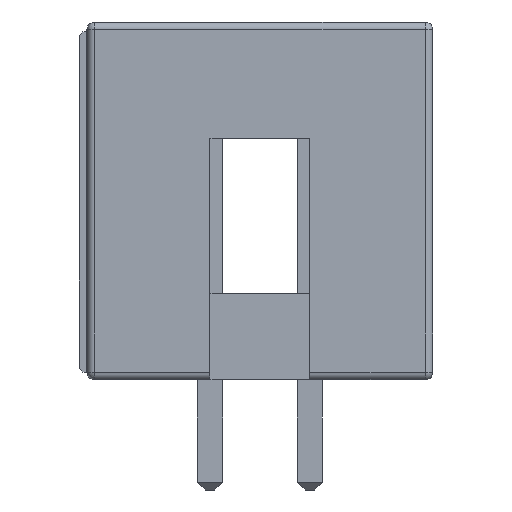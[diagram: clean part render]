
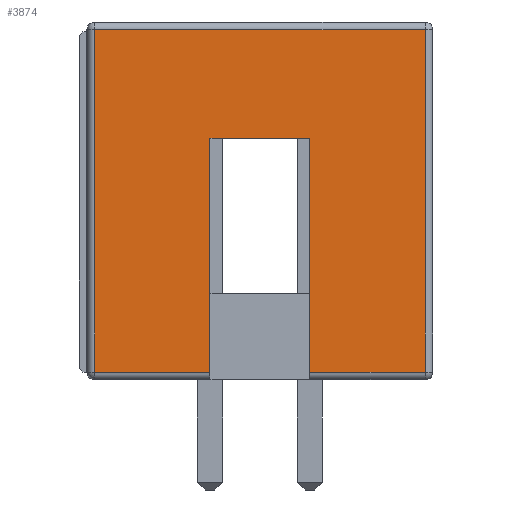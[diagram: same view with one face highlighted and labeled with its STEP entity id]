
A CAD part, left-side view. The second image highlights one B-rep face of the part: STEP entity #3874.
In plain terms, the highlighted planar face has unit normal (-1, 0, 0).
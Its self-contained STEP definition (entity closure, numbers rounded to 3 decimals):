
#158=FACE_OUTER_BOUND('',#410,.T.);
#410=EDGE_LOOP('',(#2673,#2674,#2675,#2676,#2677,#2678,#2679,#2680));
#698=LINE('',#5677,#1209);
#707=LINE('',#5696,#1218);
#711=LINE('',#5705,#1222);
#725=LINE('',#5734,#1236);
#726=LINE('',#5736,#1237);
#727=LINE('',#5738,#1238);
#728=LINE('',#5740,#1239);
#729=LINE('',#5741,#1240);
#1209=VECTOR('',#4553,10.);
#1218=VECTOR('',#4568,10.);
#1222=VECTOR('',#4576,10.);
#1236=VECTOR('',#4594,10.);
#1237=VECTOR('',#4595,10.);
#1238=VECTOR('',#4596,10.);
#1239=VECTOR('',#4597,10.);
#1240=VECTOR('',#4598,10.);
#1699=VERTEX_POINT('',#5674);
#1700=VERTEX_POINT('',#5676);
#1707=VERTEX_POINT('',#5694);
#1710=VERTEX_POINT('',#5703);
#1723=VERTEX_POINT('',#5733);
#1724=VERTEX_POINT('',#5735);
#1725=VERTEX_POINT('',#5737);
#1726=VERTEX_POINT('',#5739);
#2040=EDGE_CURVE('',#1700,#1699,#698,.T.);
#2050=EDGE_CURVE('',#1699,#1707,#707,.T.);
#2055=EDGE_CURVE('',#1707,#1710,#711,.T.);
#2069=EDGE_CURVE('',#1723,#1710,#725,.T.);
#2070=EDGE_CURVE('',#1724,#1723,#726,.T.);
#2071=EDGE_CURVE('',#1725,#1724,#727,.T.);
#2072=EDGE_CURVE('',#1726,#1725,#728,.T.);
#2073=EDGE_CURVE('',#1700,#1726,#729,.T.);
#2673=ORIENTED_EDGE('',*,*,#2040,.T.);
#2674=ORIENTED_EDGE('',*,*,#2050,.T.);
#2675=ORIENTED_EDGE('',*,*,#2055,.T.);
#2676=ORIENTED_EDGE('',*,*,#2069,.F.);
#2677=ORIENTED_EDGE('',*,*,#2070,.F.);
#2678=ORIENTED_EDGE('',*,*,#2071,.F.);
#2679=ORIENTED_EDGE('',*,*,#2072,.F.);
#2680=ORIENTED_EDGE('',*,*,#2073,.F.);
#3652=PLANE('',#4167);
#3874=ADVANCED_FACE('',(#158),#3652,.T.);
#4167=AXIS2_PLACEMENT_3D('',#5732,#4592,#4593);
#4553=DIRECTION('',(0.,0.,1.));
#4568=DIRECTION('',(0.,-1.,0.));
#4576=DIRECTION('',(0.,0.,-1.));
#4592=DIRECTION('center_axis',(-1.,0.,0.));
#4593=DIRECTION('ref_axis',(0.,-1.,0.));
#4594=DIRECTION('',(0.,1.,0.));
#4595=DIRECTION('',(0.,0.,-1.));
#4596=DIRECTION('',(0.,-1.,0.));
#4597=DIRECTION('',(0.,0.,1.));
#4598=DIRECTION('',(0.,1.,0.));
#5674=CARTESIAN_POINT('',(-11.42,1.27,6.15));
#5676=CARTESIAN_POINT('',(-11.42,1.27,0.2));
#5677=CARTESIAN_POINT('',(-11.42,1.27,-3.075));
#5694=CARTESIAN_POINT('',(-11.42,-1.27,6.15));
#5696=CARTESIAN_POINT('',(-11.42,2.835,6.15));
#5703=CARTESIAN_POINT('',(-11.42,-1.27,0.2));
#5705=CARTESIAN_POINT('',(-11.42,-1.27,3.075));
#5732=CARTESIAN_POINT('Origin',(-11.42,4.4,0.));
#5733=CARTESIAN_POINT('',(-11.42,-4.2,0.2));
#5734=CARTESIAN_POINT('',(-11.42,2.2,0.2));
#5735=CARTESIAN_POINT('',(-11.42,-4.2,8.9));
#5736=CARTESIAN_POINT('',(-11.42,-4.2,0.));
#5737=CARTESIAN_POINT('',(-11.42,4.2,8.9));
#5738=CARTESIAN_POINT('',(-11.42,2.2,8.9));
#5739=CARTESIAN_POINT('',(-11.42,4.2,0.2));
#5740=CARTESIAN_POINT('',(-11.42,4.2,0.));
#5741=CARTESIAN_POINT('',(-11.42,2.2,0.2));
